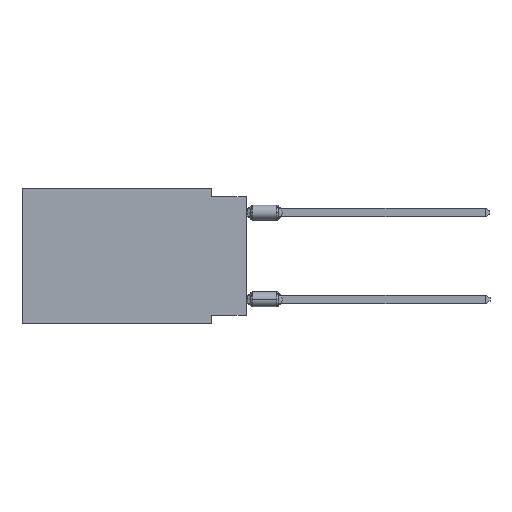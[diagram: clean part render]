
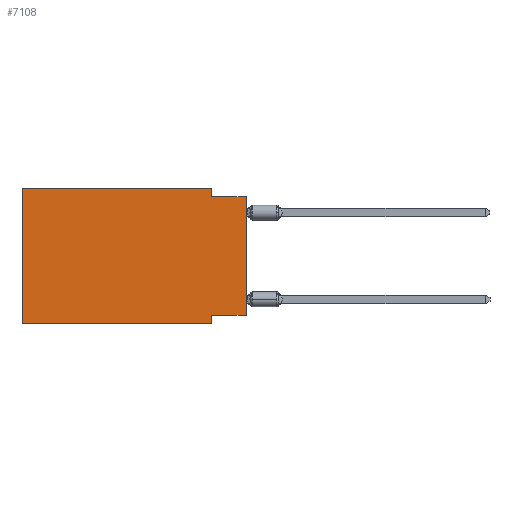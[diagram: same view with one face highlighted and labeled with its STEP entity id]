
A CAD part, left-side view. The second image highlights one B-rep face of the part: STEP entity #7108.
In plain terms, the highlighted planar face has unit normal (-1, 0, 0).
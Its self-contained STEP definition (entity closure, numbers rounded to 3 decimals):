
#207 = LINE ( 'NONE', #2540, #9396 ) ;
#270 = CARTESIAN_POINT ( 'NONE',  ( 0., 2.54, 0. ) ) ;
#349 = ORIENTED_EDGE ( 'NONE', *, *, #4699, .F. ) ;
#451 = CARTESIAN_POINT ( 'NONE',  ( 0., 0., -9.271 ) ) ;
#564 = ORIENTED_EDGE ( 'NONE', *, *, #4253, .T. ) ;
#701 = CARTESIAN_POINT ( 'NONE',  ( 0., 2.54, 0. ) ) ;
#769 = LINE ( 'NONE', #701, #14265 ) ;
#830 = CARTESIAN_POINT ( 'NONE',  ( 0., 16.383, 0. ) ) ;
#2488 = CARTESIAN_POINT ( 'NONE',  ( 0., 0., -0.635 ) ) ;
#2540 = CARTESIAN_POINT ( 'NONE',  ( 0., 0., 0. ) ) ;
#2548 = LINE ( 'NONE', #8059, #12781 ) ;
#2621 = DIRECTION ( 'NONE',  ( 0., -1., 0. ) ) ;
#2799 = CARTESIAN_POINT ( 'NONE',  ( 0., 16.383, -9.906 ) ) ;
#3154 = CARTESIAN_POINT ( 'NONE',  ( 0., 16.383, 0. ) ) ;
#3479 = ORIENTED_EDGE ( 'NONE', *, *, #8955, .F. ) ;
#3507 = VERTEX_POINT ( 'NONE', #6337 ) ;
#3551 = DIRECTION ( 'NONE',  ( 0., 0., -1. ) ) ;
#3736 = CARTESIAN_POINT ( 'NONE',  ( 0., 16.383, -9.906 ) ) ;
#3813 = EDGE_CURVE ( 'NONE', #6494, #6957, #4583, .T. ) ;
#4253 = EDGE_CURVE ( 'NONE', #6126, #6957, #207, .T. ) ;
#4338 = EDGE_CURVE ( 'NONE', #9885, #6494, #769, .T. ) ;
#4583 = LINE ( 'NONE', #2488, #5205 ) ;
#4699 = EDGE_CURVE ( 'NONE', #6126, #9158, #4827, .T. ) ;
#4757 = LINE ( 'NONE', #3736, #7136 ) ;
#4827 = LINE ( 'NONE', #8161, #5668 ) ;
#5205 = VECTOR ( 'NONE', #2621, 1000. ) ;
#5272 = DIRECTION ( 'NONE',  ( 1., 0., 0. ) ) ;
#5623 = CARTESIAN_POINT ( 'NONE',  ( 0., 2.54, -9.906 ) ) ;
#5668 = VECTOR ( 'NONE', #12599, 1000. ) ;
#5814 = VERTEX_POINT ( 'NONE', #2799 ) ;
#5860 = LINE ( 'NONE', #12609, #9082 ) ;
#5985 = VECTOR ( 'NONE', #13188, 1000. ) ;
#6094 = ORIENTED_EDGE ( 'NONE', *, *, #13500, .F. ) ;
#6126 = VERTEX_POINT ( 'NONE', #451 ) ;
#6337 = CARTESIAN_POINT ( 'NONE',  ( 0., 16.383, 0. ) ) ;
#6494 = VERTEX_POINT ( 'NONE', #6753 ) ;
#6753 = CARTESIAN_POINT ( 'NONE',  ( 0., 2.54, -0.635 ) ) ;
#6875 = DIRECTION ( 'NONE',  ( 0., -1., 0. ) ) ;
#6957 = VERTEX_POINT ( 'NONE', #11680 ) ;
#7108 = ADVANCED_FACE ( 'NONE', ( #10804 ), #9633, .F. ) ;
#7136 = VECTOR ( 'NONE', #12392, 1000. ) ;
#7293 = CARTESIAN_POINT ( 'NONE',  ( 0., 2.54, -9.271 ) ) ;
#7562 = EDGE_LOOP ( 'NONE', ( #564, #7830, #13833, #6094, #3479, #12401, #11805, #349 ) ) ;
#7830 = ORIENTED_EDGE ( 'NONE', *, *, #3813, .F. ) ;
#8059 = CARTESIAN_POINT ( 'NONE',  ( 0., 2.54, -9.906 ) ) ;
#8161 = CARTESIAN_POINT ( 'NONE',  ( 0., 0., -9.271 ) ) ;
#8955 = EDGE_CURVE ( 'NONE', #5814, #3507, #11029, .T. ) ;
#9082 = VECTOR ( 'NONE', #6875, 1000. ) ;
#9131 = EDGE_CURVE ( 'NONE', #5814, #10529, #4757, .T. ) ;
#9148 = DIRECTION ( 'NONE',  ( 0., 0., 1. ) ) ;
#9158 = VERTEX_POINT ( 'NONE', #7293 ) ;
#9396 = VECTOR ( 'NONE', #9148, 1000. ) ;
#9633 = PLANE ( 'NONE',  #11807 ) ;
#9885 = VERTEX_POINT ( 'NONE', #270 ) ;
#10529 = VERTEX_POINT ( 'NONE', #5623 ) ;
#10804 = FACE_OUTER_BOUND ( 'NONE', #7562, .T. ) ;
#11029 = LINE ( 'NONE', #3154, #5985 ) ;
#11680 = CARTESIAN_POINT ( 'NONE',  ( 0., 0., -0.635 ) ) ;
#11805 = ORIENTED_EDGE ( 'NONE', *, *, #12718, .F. ) ;
#11807 = AXIS2_PLACEMENT_3D ( 'NONE', #830, #5272, #14135 ) ;
#12392 = DIRECTION ( 'NONE',  ( 0., -1., 0. ) ) ;
#12401 = ORIENTED_EDGE ( 'NONE', *, *, #9131, .T. ) ;
#12599 = DIRECTION ( 'NONE',  ( 0., 1., 0. ) ) ;
#12609 = CARTESIAN_POINT ( 'NONE',  ( 0., 16.383, 0. ) ) ;
#12718 = EDGE_CURVE ( 'NONE', #9158, #10529, #2548, .T. ) ;
#12775 = DIRECTION ( 'NONE',  ( 0., 0., -1. ) ) ;
#12781 = VECTOR ( 'NONE', #3551, 1000. ) ;
#13188 = DIRECTION ( 'NONE',  ( 0., 0., 1. ) ) ;
#13500 = EDGE_CURVE ( 'NONE', #3507, #9885, #5860, .T. ) ;
#13833 = ORIENTED_EDGE ( 'NONE', *, *, #4338, .F. ) ;
#14135 = DIRECTION ( 'NONE',  ( 0., 0., -1. ) ) ;
#14265 = VECTOR ( 'NONE', #12775, 1000. ) ;
